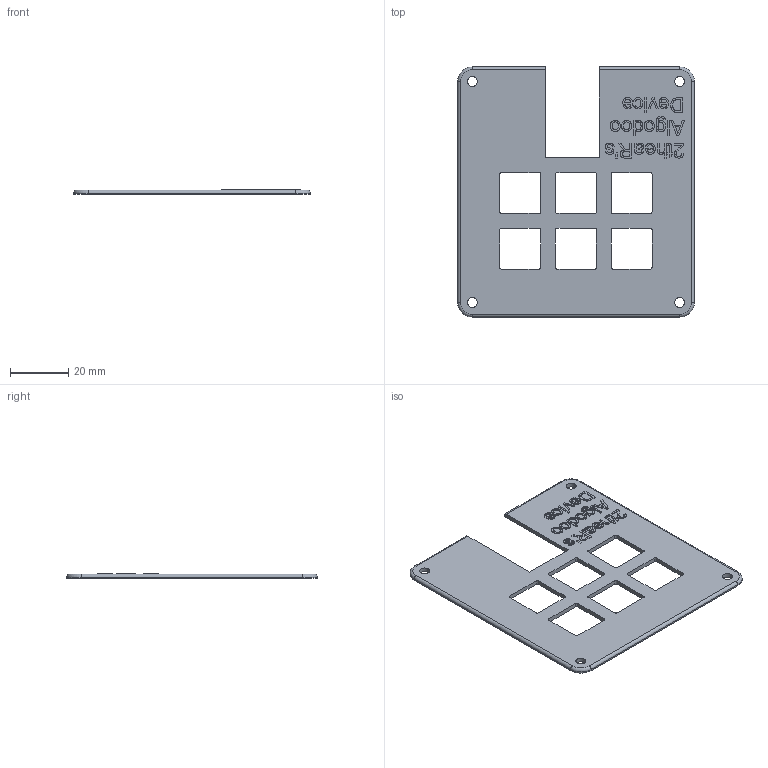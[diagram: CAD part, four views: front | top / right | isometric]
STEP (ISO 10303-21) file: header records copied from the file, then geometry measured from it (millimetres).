
FILE_DESCRIPTION(/* description */ ('','CAx-IF Rec.Pracs.---Representation and Presentation of Product Manufacturing Information (PMI)---4.0---2014-10-13'),/* implementation_level */ '2;1');
FILE_NAME(/* name */ 'bottom.step',/* time_stamp */ '2025-02-25T23:03:22-05:00',/* author */ (''),/* organization */ (''),/* preprocessor_version */ 'ST-DEVELOPER v20',/* originating_system */ 'Autodesk Translation Framework v13.20.0.188',/* authorisation */ '');
FILE_SCHEMA (('AP242_MANAGED_MODEL_BASED_3D_ENGINEERING_MIM_LF { 1 0 10303 442 1 1 4 }'));
Length unit declared in the file: millimetre
Products named in the file (1): top
Bounding box: 81 x 85.67 x 1.7 mm (x, y, z)
Volume: 7659.2 mm3; surface area: 11360.4 mm2
Topology: 1 solids, 1 shells, 508 faces, 1408 edges, 936 vertices
Faces by surface type: bspline 296, plane 171, cylinder 37, torus 4
Full cylindrical faces by diameter (mm): 3.4 x4
Entity records: 18979 total; most frequent: CARTESIAN_POINT 7885, ORIENTED_EDGE 2816, EDGE_CURVE 1408, DIRECTION 1320, VERTEX_POINT 936, LINE 738, VECTOR 738, B_SPLINE_CURVE_WITH_KNOTS 592
